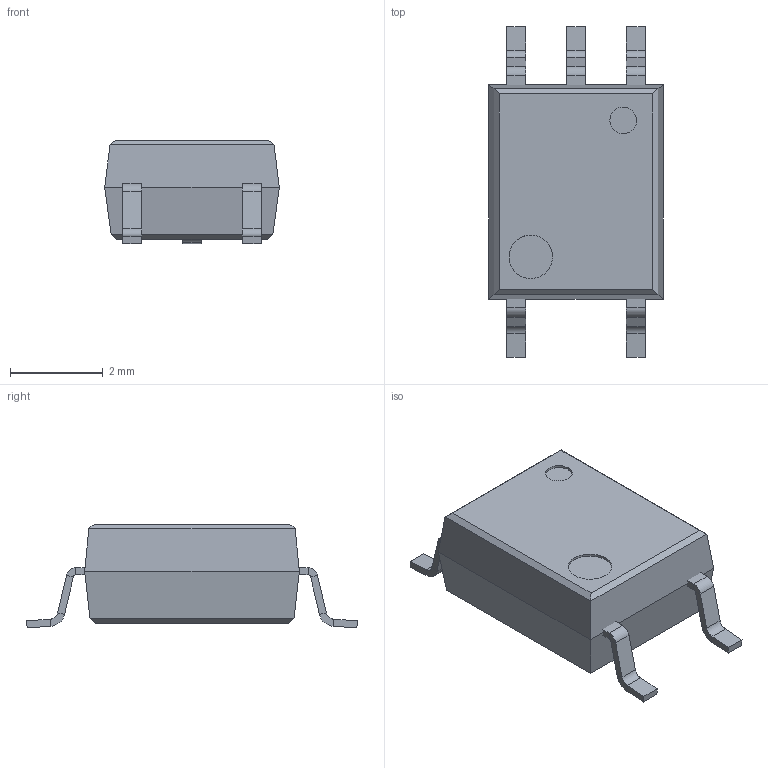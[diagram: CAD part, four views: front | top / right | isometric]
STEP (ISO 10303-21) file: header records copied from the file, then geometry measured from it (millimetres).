
FILE_DESCRIPTION(('FreeCAD Model'),'2;1');
FILE_NAME('Open CASCADE Shape Model','2025-04-30T07:00:53',('FreeCAD'),( 'FreeCAD'),'Open CASCADE STEP processor 7.6','FreeCAD','Unknown');
FILE_SCHEMA(('AUTOMOTIVE_DESIGN { 1 0 10303 214 1 1 1 1 }'));
Length unit declared in the file: millimetre
Products named in the file (1): Open CASCADE STEP translator 7.6 1
Bounding box: 3.77 x 7.14 x 2.24 mm (x, y, z)
Volume: 37.8 mm3; surface area: 107.3 mm2
Topology: 2 solids, 2 shells, 148 faces, 314 edges, 172 vertices
Faces by surface type: bspline 148
Entity records: 3586 total; most frequent: CARTESIAN_POINT 1609, ORIENTED_EDGE 628, EDGE_CURVE 314, B_SPLINE_CURVE_WITH_KNOTS 270, VERTEX_POINT 172, FACE_BOUND 150, EDGE_LOOP 150, ADVANCED_FACE 148
